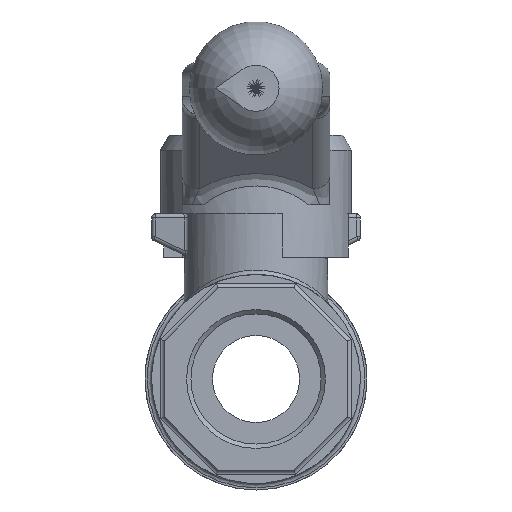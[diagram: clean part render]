
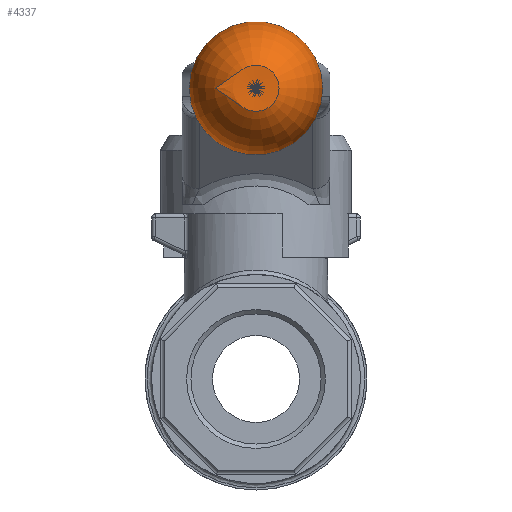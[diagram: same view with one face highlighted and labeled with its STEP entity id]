
A CAD part, front view. The second image highlights one B-rep face of the part: STEP entity #4337.
In plain terms, the highlighted toroidal (fillet/blend) face has major radius 2.326 mm and minor radius 10 mm.
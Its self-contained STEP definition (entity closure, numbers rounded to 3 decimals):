
#18=VERTEX_LOOP('',#2483);
#19=DEGENERATE_TOROIDAL_SURFACE('',#4670,2.326,10.,.F.);
#1455=ORIENTED_EDGE('',*,*,#2085,.F.);
#1456=ORIENTED_EDGE('',*,*,#2125,.T.);
#1457=ORIENTED_EDGE('',*,*,#2099,.T.);
#1458=ORIENTED_EDGE('',*,*,#2126,.T.);
#1459=ORIENTED_EDGE('',*,*,#2081,.F.);
#1460=ORIENTED_EDGE('',*,*,#2127,.T.);
#1461=ORIENTED_EDGE('',*,*,#2093,.T.);
#1462=ORIENTED_EDGE('',*,*,#2128,.T.);
#2081=EDGE_CURVE('',#2445,#2446,#2580,.T.);
#2085=EDGE_CURVE('',#2449,#2450,#2581,.T.);
#2093=EDGE_CURVE('',#2458,#2457,#2583,.T.);
#2099=EDGE_CURVE('',#2464,#2463,#2585,.T.);
#2125=EDGE_CURVE('',#2449,#2464,#2592,.T.);
#2126=EDGE_CURVE('',#2463,#2446,#2593,.T.);
#2127=EDGE_CURVE('',#2445,#2458,#2594,.T.);
#2128=EDGE_CURVE('',#2457,#2450,#2595,.T.);
#2445=VERTEX_POINT('',#6705);
#2446=VERTEX_POINT('',#6706);
#2449=VERTEX_POINT('',#6720);
#2450=VERTEX_POINT('',#6721);
#2457=VERTEX_POINT('',#6739);
#2458=VERTEX_POINT('',#6744);
#2463=VERTEX_POINT('',#6758);
#2464=VERTEX_POINT('',#6763);
#2483=VERTEX_POINT('',#6863);
#2580=B_SPLINE_CURVE_WITH_KNOTS('',3,(#6698,#6699,#6700,#6701,#6702,#6703,
#6704),.UNSPECIFIED.,.F.,.F.,(4,1,1,1,4),(0.044,0.046,
0.048,0.051,0.053),.UNSPECIFIED.);
#2581=B_SPLINE_CURVE_WITH_KNOTS('',3,(#6713,#6714,#6715,#6716,#6717,#6718,
#6719),.UNSPECIFIED.,.F.,.F.,(4,1,1,1,4),(0.044,0.046,
0.048,0.051,0.053),.UNSPECIFIED.);
#2583=B_SPLINE_CURVE_WITH_KNOTS('',3,(#6740,#6741,#6742,#6743),
 .UNSPECIFIED.,.F.,.F.,(4,4),(0.002,0.004),
 .UNSPECIFIED.);
#2585=B_SPLINE_CURVE_WITH_KNOTS('',3,(#6759,#6760,#6761,#6762),
 .UNSPECIFIED.,.F.,.F.,(4,4),(0.002,0.004),
 .UNSPECIFIED.);
#2592=B_SPLINE_CURVE_WITH_KNOTS('',3,(#6835,#6836,#6837,#6838,#6839,#6840,
#6841),.UNSPECIFIED.,.F.,.F.,(4,1,1,1,4),(0.,0.001,
0.002,0.003,0.004),
 .UNSPECIFIED.);
#2593=B_SPLINE_CURVE_WITH_KNOTS('',3,(#6842,#6843,#6844,#6845,#6846,#6847,
#6848),.UNSPECIFIED.,.F.,.F.,(4,1,1,1,4),(0.,0.001,0.002,
0.003,0.004),.UNSPECIFIED.);
#2594=B_SPLINE_CURVE_WITH_KNOTS('',3,(#6849,#6850,#6851,#6852,#6853,#6854,
#6855),.UNSPECIFIED.,.F.,.F.,(4,1,1,1,4),(0.,0.001,
0.002,0.003,0.004),
 .UNSPECIFIED.);
#2595=B_SPLINE_CURVE_WITH_KNOTS('',3,(#6856,#6857,#6858,#6859,#6860,#6861,
#6862),.UNSPECIFIED.,.F.,.F.,(4,1,1,1,4),(0.,0.001,0.002,
0.003,0.004),.UNSPECIFIED.);
#2778=EDGE_LOOP('',(#1455,#1456,#1457,#1458,#1459,#1460,#1461,#1462));
#3014=FACE_BOUND('',#2778,.T.);
#3015=FACE_BOUND('',#18,.T.);
#4337=ADVANCED_FACE('',(#3014,#3015),#19,.F.);
#4670=AXIS2_PLACEMENT_3D('',#6834,#5443,#5444);
#5443=DIRECTION('',(-1.,0.,0.));
#5444=DIRECTION('',(0.,0.,1.));
#6698=CARTESIAN_POINT('',(68.794,22.4,4.295));
#6699=CARTESIAN_POINT('',(68.247,22.4,3.718));
#6700=CARTESIAN_POINT('',(67.3,22.4,2.402));
#6701=CARTESIAN_POINT('',(66.656,22.4,-0.003));
#6702=CARTESIAN_POINT('',(67.299,22.4,-2.397));
#6703=CARTESIAN_POINT('',(68.245,22.4,-3.716));
#6704=CARTESIAN_POINT('',(68.794,22.4,-4.295));
#6705=CARTESIAN_POINT('',(68.794,22.4,4.295));
#6706=CARTESIAN_POINT('',(68.794,22.4,-4.295));
#6713=CARTESIAN_POINT('',(68.794,16.4,-4.295));
#6714=CARTESIAN_POINT('',(68.247,16.4,-3.718));
#6715=CARTESIAN_POINT('',(67.3,16.4,-2.402));
#6716=CARTESIAN_POINT('',(66.656,16.4,0.003));
#6717=CARTESIAN_POINT('',(67.299,16.4,2.397));
#6718=CARTESIAN_POINT('',(68.245,16.4,3.716));
#6719=CARTESIAN_POINT('',(68.794,16.4,4.295));
#6720=CARTESIAN_POINT('',(68.794,16.4,-4.295));
#6721=CARTESIAN_POINT('',(68.794,16.4,4.295));
#6739=CARTESIAN_POINT('',(70.294,18.4,6.231));
#6740=CARTESIAN_POINT('',(70.294,20.4,6.231));
#6741=CARTESIAN_POINT('',(70.13,19.75,6.238));
#6742=CARTESIAN_POINT('',(70.129,19.054,6.238));
#6743=CARTESIAN_POINT('',(70.294,18.4,6.231));
#6744=CARTESIAN_POINT('',(70.294,20.4,6.231));
#6758=CARTESIAN_POINT('',(70.294,20.4,-6.231));
#6759=CARTESIAN_POINT('',(70.294,18.4,-6.231));
#6760=CARTESIAN_POINT('',(70.13,19.05,-6.238));
#6761=CARTESIAN_POINT('',(70.129,19.746,-6.238));
#6762=CARTESIAN_POINT('',(70.294,20.4,-6.231));
#6763=CARTESIAN_POINT('',(70.294,18.4,-6.231));
#6834=CARTESIAN_POINT('',(75.334,19.4,0.));
#6835=CARTESIAN_POINT('',(68.794,16.4,-4.295));
#6836=CARTESIAN_POINT('',(69.001,16.4,-4.513));
#6837=CARTESIAN_POINT('',(69.406,16.476,-4.946));
#6838=CARTESIAN_POINT('',(69.965,16.833,-5.567));
#6839=CARTESIAN_POINT('',(70.371,17.493,-6.085));
#6840=CARTESIAN_POINT('',(70.368,18.106,-6.228));
#6841=CARTESIAN_POINT('',(70.294,18.4,-6.231));
#6842=CARTESIAN_POINT('',(70.294,20.4,-6.231));
#6843=CARTESIAN_POINT('',(70.368,20.693,-6.228));
#6844=CARTESIAN_POINT('',(70.371,21.304,-6.086));
#6845=CARTESIAN_POINT('',(69.965,21.967,-5.567));
#6846=CARTESIAN_POINT('',(69.409,22.323,-4.95));
#6847=CARTESIAN_POINT('',(69.001,22.4,-4.513));
#6848=CARTESIAN_POINT('',(68.794,22.4,-4.295));
#6849=CARTESIAN_POINT('',(68.794,22.4,4.295));
#6850=CARTESIAN_POINT('',(69.001,22.4,4.513));
#6851=CARTESIAN_POINT('',(69.406,22.324,4.946));
#6852=CARTESIAN_POINT('',(69.965,21.967,5.567));
#6853=CARTESIAN_POINT('',(70.371,21.307,6.085));
#6854=CARTESIAN_POINT('',(70.368,20.694,6.228));
#6855=CARTESIAN_POINT('',(70.294,20.4,6.231));
#6856=CARTESIAN_POINT('',(70.294,18.4,6.231));
#6857=CARTESIAN_POINT('',(70.368,18.107,6.228));
#6858=CARTESIAN_POINT('',(70.371,17.496,6.086));
#6859=CARTESIAN_POINT('',(69.965,16.833,5.567));
#6860=CARTESIAN_POINT('',(69.409,16.477,4.95));
#6861=CARTESIAN_POINT('',(69.001,16.4,4.513));
#6862=CARTESIAN_POINT('',(68.794,16.4,4.295));
#6863=CARTESIAN_POINT('',(85.06,19.4,0.));
